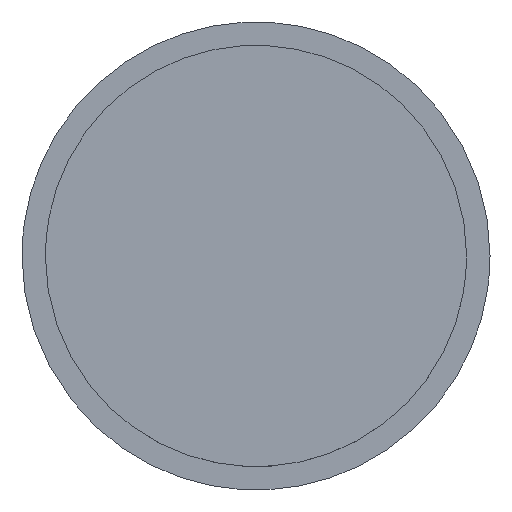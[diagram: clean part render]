
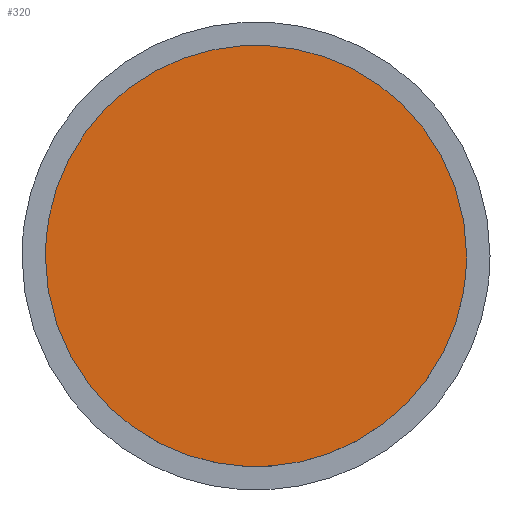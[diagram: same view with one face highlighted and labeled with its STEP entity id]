
A CAD part, top view. The second image highlights one B-rep face of the part: STEP entity #320.
In plain terms, the highlighted planar face has unit normal (0, 0, 1).
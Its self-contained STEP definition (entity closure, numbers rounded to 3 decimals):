
#15=PLANE('',#1764);
#320=ADVANCED_FACE('',(#440),#15,.T.);
#440=FACE_OUTER_BOUND('',#560,.T.);
#560=EDGE_LOOP('',(#980,#981));
#980=ORIENTED_EDGE('',*,*,#1234,.T.);
#981=ORIENTED_EDGE('',*,*,#1237,.T.);
#1234=EDGE_CURVE('',#1561,#1563,#1408,.T.);
#1237=EDGE_CURVE('',#1563,#1561,#1411,.T.);
#1408=(
BOUNDED_CURVE()
B_SPLINE_CURVE(2,(#5792,#5793,#5794,#5795,#5796),.UNSPECIFIED.,.F.,.F.)
B_SPLINE_CURVE_WITH_KNOTS((3,2,3),(0.,471.239,942.478),
 .UNSPECIFIED.)
CURVE()
GEOMETRIC_REPRESENTATION_ITEM()
RATIONAL_B_SPLINE_CURVE((1.,0.707,1.,0.707,1.))
REPRESENTATION_ITEM('')
);
#1411=(
BOUNDED_CURVE()
B_SPLINE_CURVE(2,(#5804,#5805,#5806,#5807,#5808),.UNSPECIFIED.,.F.,.F.)
B_SPLINE_CURVE_WITH_KNOTS((3,2,3),(942.478,1413.717,1884.956),
 .UNSPECIFIED.)
CURVE()
GEOMETRIC_REPRESENTATION_ITEM()
RATIONAL_B_SPLINE_CURVE((1.,0.707,1.,0.707,1.))
REPRESENTATION_ITEM('')
);
#1561=VERTEX_POINT('',#5782);
#1563=VERTEX_POINT('',#5784);
#1764=AXIS2_PLACEMENT_3D('',#5779,#1828,$);
#1828=DIRECTION('',(0.,0.,1.));
#5779=CARTESIAN_POINT('',(-3530.916,-337.5,1463.298));
#5782=CARTESIAN_POINT('',(-2923.416,0.,1463.298));
#5784=CARTESIAN_POINT('',(-3463.416,0.,1463.298));
#5792=CARTESIAN_POINT('',(-2923.416,0.,1463.298));
#5793=CARTESIAN_POINT('',(-2923.416,270.,1463.298));
#5794=CARTESIAN_POINT('',(-3193.416,270.,1463.298));
#5795=CARTESIAN_POINT('',(-3463.416,270.,1463.298));
#5796=CARTESIAN_POINT('',(-3463.416,0.,1463.298));
#5804=CARTESIAN_POINT('',(-3463.416,0.,1463.298));
#5805=CARTESIAN_POINT('',(-3463.416,-270.,1463.298));
#5806=CARTESIAN_POINT('',(-3193.416,-270.,1463.298));
#5807=CARTESIAN_POINT('',(-2923.416,-270.,1463.298));
#5808=CARTESIAN_POINT('',(-2923.416,0.,1463.298));
